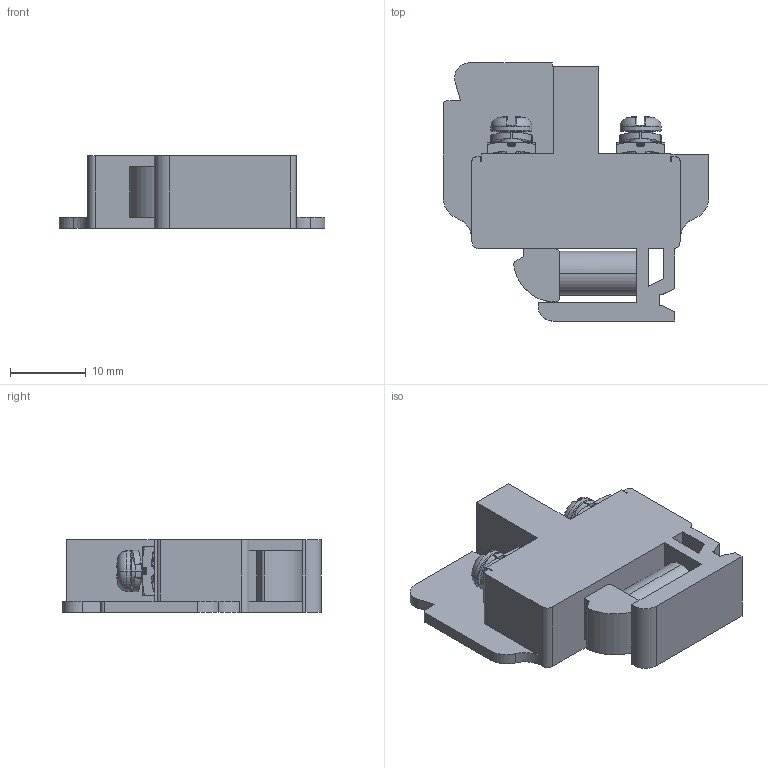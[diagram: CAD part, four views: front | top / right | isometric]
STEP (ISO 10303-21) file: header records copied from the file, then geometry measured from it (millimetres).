
FILE_DESCRIPTION((''),'2;1');
FILE_NAME('JF5-2_5N','2023-11-07T',('dell'),(''),'PRO/ENGINEER BY PARAMETRIC TECHNOLOGY CORPORATION, 2013230','PRO/ENGINEER BY PARAMETRIC TECHNOLOGY CORPORATION, 2013230','');
FILE_SCHEMA(('AUTOMOTIVE_DESIGN { 1 0 10303 214 1 1 1 1 }'));
Length unit declared in the file: millimetre
Products named in the file (1): JF5-2_5N
Bounding box: 35 x 34 x 9.6 mm (x, y, z)
Volume: 5611.2 mm3; surface area: 3800.5 mm2
Topology: 3 solids, 3 shells, 537 faces, 1472 edges, 897 vertices
Faces by surface type: cylinder 161, bspline 136, plane 116, torus 72, sphere 28, cone 24
Entity records: 23518 total; most frequent: CARTESIAN_POINT 10728, ORIENTED_EDGE 2880, DIRECTION 2405, EDGE_CURVE 1440, AXIS2_PLACEMENT_3D 921, VERTEX_POINT 897, EDGE_LOOP 565, VECTOR 563
